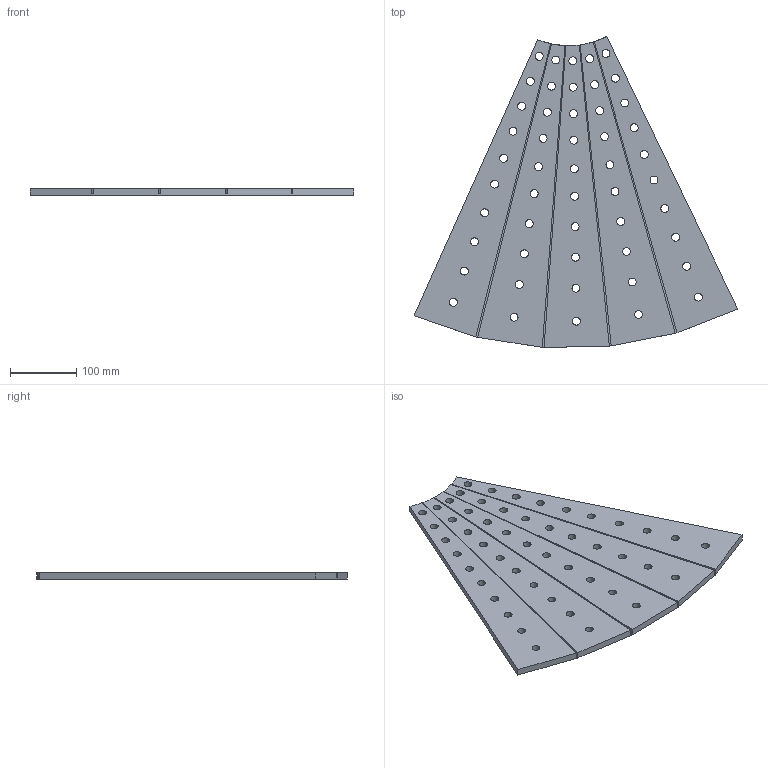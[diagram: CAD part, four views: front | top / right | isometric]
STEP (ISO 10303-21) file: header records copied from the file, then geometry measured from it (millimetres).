
FILE_DESCRIPTION(/* description */ (''),/* implementation_level */ '2;1');
FILE_NAME(/* name */ '180 Pixel Tree v15.step',/* time_stamp */ '2022-04-23T13:17:32-05:00',/* author */ (''),/* organization */ (''),/* preprocessor_version */ 'ST-DEVELOPER v18.1',/* originating_system */ 'Autodesk Translation Framework v10.14.0.1471',/* authorisation */ '');
FILE_SCHEMA (('AUTOMOTIVE_DESIGN { 1 0 10303 214 3 1 1 }'));
Length unit declared in the file: millimetre
Products named in the file (1): 180 Pixel Tree
Bounding box: 489.53 x 470 x 10 mm (x, y, z)
Volume: 1308482.4 mm3; surface area: 330872 mm2
Topology: 1 solids, 1 shells, 80 faces, 226 edges, 148 vertices
Faces by surface type: cylinder 55, plane 25
Full cylindrical faces by diameter (mm): 12 x50
Entity records: 2877 total; most frequent: DIRECTION 506, CARTESIAN_POINT 455, ORIENTED_EDGE 452, EDGE_CURVE 226, AXIS2_PLACEMENT_3D 199, EDGE_LOOP 180, VERTEX_POINT 148, CIRCLE 118
